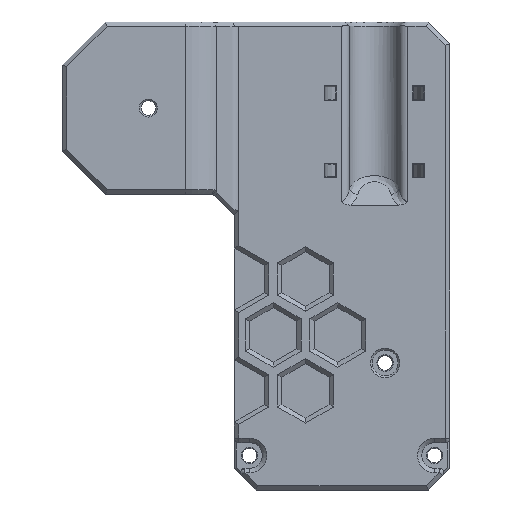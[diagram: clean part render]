
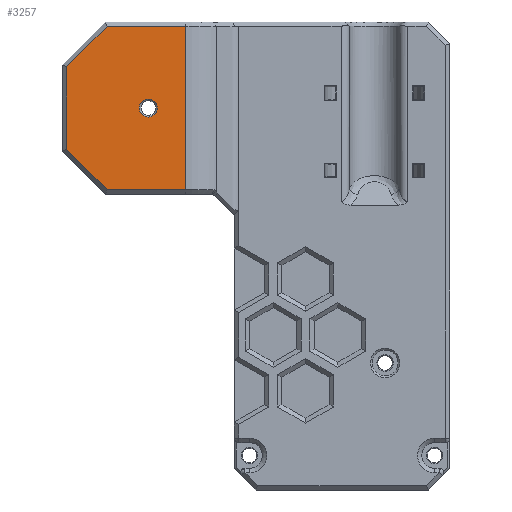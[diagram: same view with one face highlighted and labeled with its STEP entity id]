
A CAD part, top view. The second image highlights one B-rep face of the part: STEP entity #3257.
In plain terms, the highlighted planar face has unit normal (0, 0, 1).
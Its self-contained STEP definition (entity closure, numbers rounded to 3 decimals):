
#33=FACE_BOUND('',#594,.T.);
#155=PLANE('',#3507);
#227=CIRCLE('',#3506,2.1);
#389=FACE_OUTER_BOUND('',#593,.T.);
#593=EDGE_LOOP('',(#2758,#2759,#2760,#2761,#2762,#2763));
#594=EDGE_LOOP('',(#2764));
#940=LINE('',#5363,#1313);
#941=LINE('',#5365,#1314);
#942=LINE('',#5367,#1315);
#943=LINE('',#5369,#1316);
#944=LINE('',#5371,#1317);
#945=LINE('',#5372,#1318);
#1313=VECTOR('',#4190,10.);
#1314=VECTOR('',#4191,10.);
#1315=VECTOR('',#4192,10.);
#1316=VECTOR('',#4193,10.);
#1317=VECTOR('',#4194,10.);
#1318=VECTOR('',#4195,10.);
#1656=VERTEX_POINT('',#5357);
#1657=VERTEX_POINT('',#5361);
#1658=VERTEX_POINT('',#5362);
#1659=VERTEX_POINT('',#5364);
#1660=VERTEX_POINT('',#5366);
#1661=VERTEX_POINT('',#5368);
#1662=VERTEX_POINT('',#5370);
#2044=EDGE_CURVE('',#1656,#1656,#227,.T.);
#2046=EDGE_CURVE('',#1657,#1658,#940,.T.);
#2047=EDGE_CURVE('',#1658,#1659,#941,.T.);
#2048=EDGE_CURVE('',#1659,#1660,#942,.T.);
#2049=EDGE_CURVE('',#1660,#1661,#943,.T.);
#2050=EDGE_CURVE('',#1661,#1662,#944,.T.);
#2051=EDGE_CURVE('',#1662,#1657,#945,.T.);
#2758=ORIENTED_EDGE('',*,*,#2046,.T.);
#2759=ORIENTED_EDGE('',*,*,#2047,.T.);
#2760=ORIENTED_EDGE('',*,*,#2048,.T.);
#2761=ORIENTED_EDGE('',*,*,#2049,.T.);
#2762=ORIENTED_EDGE('',*,*,#2050,.T.);
#2763=ORIENTED_EDGE('',*,*,#2051,.T.);
#2764=ORIENTED_EDGE('',*,*,#2044,.T.);
#3257=ADVANCED_FACE('',(#389,#33),#155,.F.);
#3506=AXIS2_PLACEMENT_3D('',#5358,#4185,#4186);
#3507=AXIS2_PLACEMENT_3D('',#5360,#4188,#4189);
#4185=DIRECTION('center_axis',(0.,0.,-1.));
#4186=DIRECTION('ref_axis',(-1.,0.,0.));
#4188=DIRECTION('center_axis',(0.,0.,-1.));
#4189=DIRECTION('ref_axis',(-1.,0.,0.));
#4190=DIRECTION('',(1.,0.,0.));
#4191=DIRECTION('',(0.,1.,0.));
#4192=DIRECTION('',(-1.,0.,0.));
#4193=DIRECTION('',(-0.707,-0.707,0.));
#4194=DIRECTION('',(0.,-1.,0.));
#4195=DIRECTION('',(0.707,-0.707,0.));
#5357=CARTESIAN_POINT('',(-22.9,34.35,21.5));
#5358=CARTESIAN_POINT('Origin',(-25.,34.35,21.5));
#5360=CARTESIAN_POINT('Origin',(0.,0.,
21.5));
#5361=CARTESIAN_POINT('',(-34.586,15.35,21.5));
#5362=CARTESIAN_POINT('',(-16.342,15.35,21.5));
#5363=CARTESIAN_POINT('',(-22.5,15.35,21.5));
#5364=CARTESIAN_POINT('',(-16.342,53.35,21.5));
#5365=CARTESIAN_POINT('',(-16.342,13.588,21.5));
#5366=CARTESIAN_POINT('',(-34.586,53.35,21.5));
#5367=CARTESIAN_POINT('',(22.5,53.35,21.5));
#5368=CARTESIAN_POINT('',(-44.,43.936,21.5));
#5369=CARTESIAN_POINT('',(-41.63,46.305,21.5));
#5370=CARTESIAN_POINT('',(-44.,24.764,21.5));
#5371=CARTESIAN_POINT('',(-44.,27.175,21.5));
#5372=CARTESIAN_POINT('',(-24.455,5.22,21.5));
